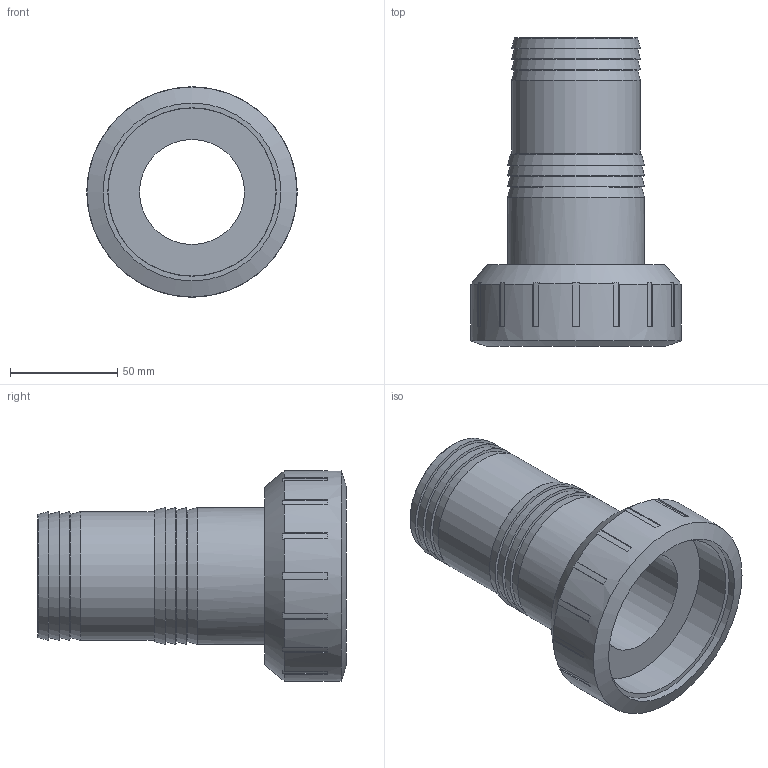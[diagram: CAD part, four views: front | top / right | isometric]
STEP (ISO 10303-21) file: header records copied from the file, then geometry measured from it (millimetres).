
FILE_DESCRIPTION(/* description */ (''),/* implementation_level */ '2;1');
FILE_NAME(/* name */ 'ADV234060064.iam.stp',/* time_stamp */ '2013-10-01T14:58:28+02:00',/* author */ ('bfaro'),/* organization */ (''),/* preprocessor_version */ 'ST-DEVELOPER v15.2',/* originating_system */ 'Autodesk Inventor 2014',/* authorisation */ '');
FILE_SCHEMA (('AUTOMOTIVE_DESIGN { 1 0 10303 214 3 1 1 }'));
Length unit declared in the file: millimetre
Products named in the file (3): 101639_1; 101731; ADV234060064
Bounding box: 98 x 144 x 98 mm (x, y, z)
Volume: 249064.2 mm3; surface area: 76900.4 mm2
Topology: 2 solids, 2 shells, 117 faces, 312 edges, 202 vertices
Faces by surface type: plane 63, cylinder 28, cone 20, torus 6
Full cylindrical faces by diameter (mm): 49 x1, 60 x1, 63.8 x1, 68 x1, 78.4 x1, 78.576 x1, 83 x1, 98 x1
Entity records: 3584 total; most frequent: CARTESIAN_POINT 756, DIRECTION 594, ORIENTED_EDGE 566, EDGE_CURVE 283, AXIS2_PLACEMENT_3D 237, VERTEX_POINT 199, EDGE_LOOP 150, LINE 120
